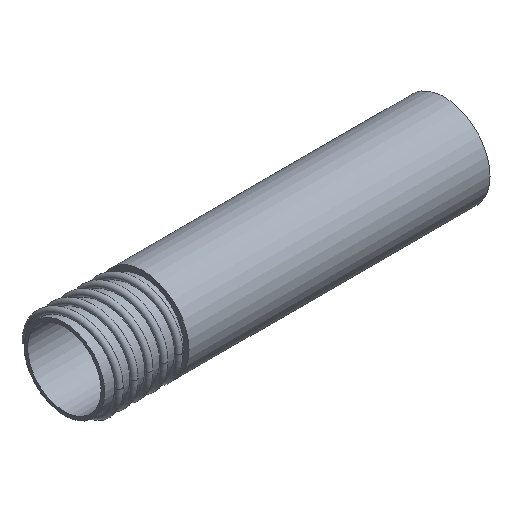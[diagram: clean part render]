
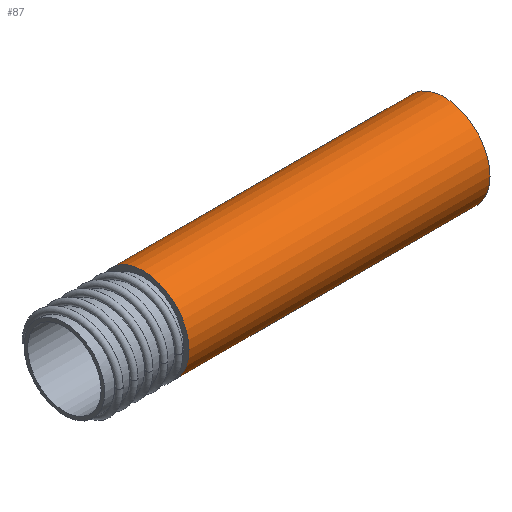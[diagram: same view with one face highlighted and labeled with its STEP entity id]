
A CAD part, isometric view. The second image highlights one B-rep face of the part: STEP entity #87.
In plain terms, the highlighted cylindrical face has radius 18 mm (diameter 36 mm), a full revolution.
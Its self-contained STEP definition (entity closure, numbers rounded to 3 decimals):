
#87 = ADVANCED_FACE( '', ( #121, #122 ), #123, .T. );
#121 = FACE_OUTER_BOUND( '', #162, .T. );
#122 = FACE_OUTER_BOUND( '', #163, .T. );
#123 = CYLINDRICAL_SURFACE( '', #164, 18. );
#162 = EDGE_LOOP( '', ( #274, #275, #276 ) );
#163 = EDGE_LOOP( '', ( #277 ) );
#164 = AXIS2_PLACEMENT_3D( '', #278, #279, #280 );
#274 = ORIENTED_EDGE( '', *, *, #354, .T. );
#275 = ORIENTED_EDGE( '', *, *, #352, .T. );
#276 = ORIENTED_EDGE( '', *, *, #355, .F. );
#277 = ORIENTED_EDGE( '', *, *, #356, .F. );
#278 = CARTESIAN_POINT( '', ( 150., 0., 0. ) );
#279 = DIRECTION( '', ( -1., 0., 0. ) );
#280 = DIRECTION( '', ( 0., 0., -1. ) );
#352 = EDGE_CURVE( '', #422, #420, #423, .T. );
#354 = EDGE_CURVE( '', #425, #422, #426, .T. );
#355 = EDGE_CURVE( '', #425, #420, #427, .F. );
#356 = EDGE_CURVE( '', #428, #428, #429, .T. );
#420 = VERTEX_POINT( '', #1483 );
#422 = VERTEX_POINT( '', #1526 );
#423 = CIRCLE( '', #1527, 18. );
#425 = VERTEX_POINT( '', #1530 );
#426 = CIRCLE( '', #1531, 18. );
#427 = B_SPLINE_CURVE_WITH_KNOTS( '', 3, ( #1532, #1533, #1534, #1535, #1536, #1537, #1538, #1539, #1540, #1541 ), .UNSPECIFIED., .F., .F., ( 4, 2, 2, 2, 4 ), ( 0.002, 0.005, 0.007, 0.009, 0.012 ), .UNSPECIFIED. );
#428 = VERTEX_POINT( '', #1542 );
#429 = CIRCLE( '', #1543, 18. );
#1483 = CARTESIAN_POINT( '', ( 31.205, 15.678, -8.844 ) );
#1526 = CARTESIAN_POINT( '', ( 31.205, 18., 0. ) );
#1527 = AXIS2_PLACEMENT_3D( '', #1587, #1588, #1589 );
#1530 = CARTESIAN_POINT( '', ( 31.205, 18., -0.023 ) );
#1531 = AXIS2_PLACEMENT_3D( '', #1591, #1592, #1593 );
#1532 = CARTESIAN_POINT( '', ( 31.205, 15.678, -8.844 ) );
#1533 = CARTESIAN_POINT( '', ( 31.222, 16.056, -8.172 ) );
#1534 = CARTESIAN_POINT( '', ( 31.234, 16.39, -7.48 ) );
#1535 = CARTESIAN_POINT( '', ( 31.251, 16.97, -6.051 ) );
#1536 = CARTESIAN_POINT( '', ( 31.255, 17.212, -5.324 ) );
#1537 = CARTESIAN_POINT( '', ( 31.255, 17.601, -3.845 ) );
#1538 = CARTESIAN_POINT( '', ( 31.25, 17.749, -3.091 ) );
#1539 = CARTESIAN_POINT( '', ( 31.234, 17.949, -1.563 ) );
#1540 = CARTESIAN_POINT( '', ( 31.221, 17.999, -0.792 ) );
#1541 = CARTESIAN_POINT( '', ( 31.205, 18., -0.023 ) );
#1542 = CARTESIAN_POINT( '', ( 150., 0., -18. ) );
#1543 = AXIS2_PLACEMENT_3D( '', #1594, #1595, #1596 );
#1587 = CARTESIAN_POINT( '', ( 31.205, 0., 0. ) );
#1588 = DIRECTION( '', ( 1., 0., 0. ) );
#1589 = DIRECTION( '', ( 0., 0., -1. ) );
#1591 = CARTESIAN_POINT( '', ( 31.205, 0., 0. ) );
#1592 = DIRECTION( '', ( 1., 0., 0. ) );
#1593 = DIRECTION( '', ( 0., 0., -1. ) );
#1594 = CARTESIAN_POINT( '', ( 150., 0., 0. ) );
#1595 = DIRECTION( '', ( 1., 0., 0. ) );
#1596 = DIRECTION( '', ( 0., 0., -1. ) );
